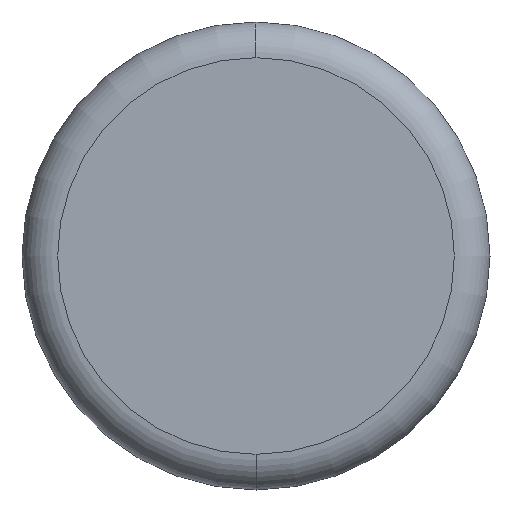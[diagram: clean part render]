
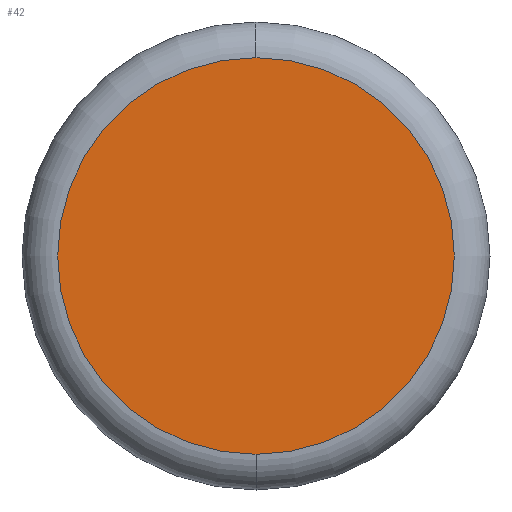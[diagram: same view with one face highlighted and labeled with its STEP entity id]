
A CAD part, left-side view. The second image highlights one B-rep face of the part: STEP entity #42.
In plain terms, the highlighted planar face has unit normal (-1, 0, 0).
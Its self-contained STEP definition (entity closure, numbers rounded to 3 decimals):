
#22=CARTESIAN_POINT('POINT33423',(-33.299,0.,
   12.713));
#23=VERTEX_POINT('VERTEX33423',#22);
#24=CARTESIAN_POINT('POINT33424',(-33.299,0.,
   -12.713));
#25=VERTEX_POINT('VERTEX33424',#24);
#26=CARTESIAN_POINT('POS52794',(-33.299,0.,
   0.));
#27=DIRECTION('DIR78609',(1.,0.,0.));
#28=DIRECTION('DIR78610',(0.,0.,1.));
#29=AXIS2_PLACEMENT_3D('AXIS25816',#26,#27,#28);
#30=CIRCLE('ELLIPSE12036',#29,12.713);
#31=EDGE_CURVE('EDGE50835',#23,#25,#30,.T.);
#32=ORIENTED_EDGE('COEDGE101667',*,*,#31,.F.);
#33=EDGE_CURVE('EDGE50836',#25,#23,#30,.T.);
#34=ORIENTED_EDGE('COEDGE101668',*,*,#33,.F.);
#35=EDGE_LOOP('NONE',(#32,#34));
#36=FACE_BOUND('LOOP1',#35,.T.);
#37=CARTESIAN_POINT('POS52795',(-33.299,0.,
   6.356));
#38=DIRECTION('DIR78611',(-1.,0.,0.));
#39=DIRECTION('DIR78612',(0.,1.,0.));
#40=AXIS2_PLACEMENT_3D('AXIS25817',#37,#38,#39);
#41=PLANE('PLANE9013',#40);
#42=ADVANCED_FACE('FACE19365',(#36),#41,.T.);
